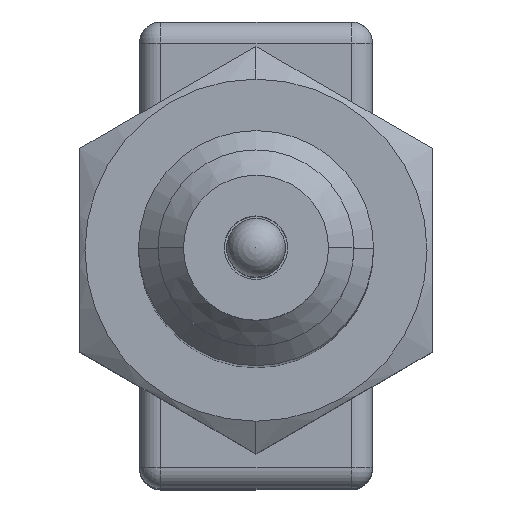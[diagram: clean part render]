
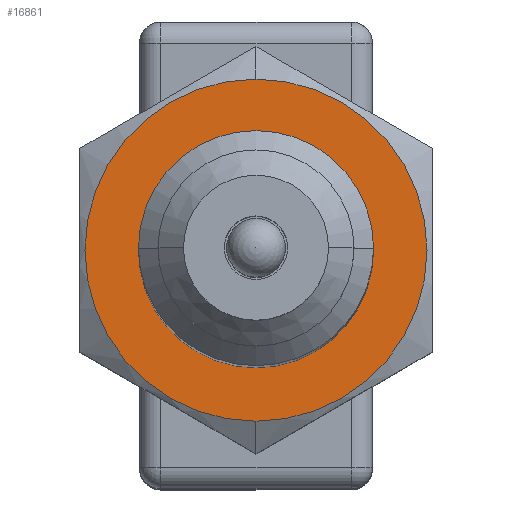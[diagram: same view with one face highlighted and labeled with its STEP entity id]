
A CAD part, top view. The second image highlights one B-rep face of the part: STEP entity #16861.
In plain terms, the highlighted planar face has unit normal (0, 0, 1).
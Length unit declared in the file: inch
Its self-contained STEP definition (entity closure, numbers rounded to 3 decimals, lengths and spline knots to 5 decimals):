
#1190 = DIRECTION ( 'NONE',  ( 1., 0., 0. ) ) ;
#1635 = AXIS2_PLACEMENT_3D ( 'NONE', #24490, #13535, #11303 ) ;
#3492 = DIRECTION ( 'NONE',  ( -1., 0., 0. ) ) ;
#3847 = EDGE_CURVE ( 'NONE', #12767, #20063, #8457, .T. ) ;
#4324 = VERTEX_POINT ( 'NONE', #16249 ) ;
#5554 = CIRCLE ( 'NONE', #26149, 0.36373 ) ;
#6640 = DIRECTION ( 'NONE',  ( 0., 1., 0. ) ) ;
#6781 = DIRECTION ( 'NONE',  ( 0., 0., 1. ) ) ;
#7937 = ORIENTED_EDGE ( 'NONE', *, *, #3847, .T. ) ;
#8457 = CIRCLE ( 'NONE', #16952, 0.36373 ) ;
#9782 = CARTESIAN_POINT ( 'NONE',  ( 0., 0.36373, 0.375 ) ) ;
#10487 = CARTESIAN_POINT ( 'NONE',  ( 0., 0., 0.375 ) ) ;
#11303 = DIRECTION ( 'NONE',  ( -1., 0., 0. ) ) ;
#11732 = ORIENTED_EDGE ( 'NONE', *, *, #27655, .F. ) ;
#12336 = CARTESIAN_POINT ( 'NONE',  ( 0., 0., 0.375 ) ) ;
#12767 = VERTEX_POINT ( 'NONE', #17776 ) ;
#13507 = FACE_BOUND ( 'NONE', #19130, .T. ) ;
#13535 = DIRECTION ( 'NONE',  ( 0., 0., 1. ) ) ;
#13876 = CIRCLE ( 'NONE', #1635, 0.25 ) ;
#16249 = CARTESIAN_POINT ( 'NONE',  ( -0.25, 0., 0.375 ) ) ;
#16346 = ORIENTED_EDGE ( 'NONE', *, *, #28420, .F. ) ;
#16861 = ADVANCED_FACE ( 'NONE', ( #18703, #13507 ), #21628, .T. ) ;
#16952 = AXIS2_PLACEMENT_3D ( 'NONE', #24705, #6781, #22290 ) ;
#17324 = CIRCLE ( 'NONE', #27853, 0.25 ) ;
#17776 = CARTESIAN_POINT ( 'NONE',  ( 0., -0.36373, 0.375 ) ) ;
#17995 = VERTEX_POINT ( 'NONE', #18397 ) ;
#18397 = CARTESIAN_POINT ( 'NONE',  ( 0.25, 0., 0.375 ) ) ;
#18703 = FACE_OUTER_BOUND ( 'NONE', #20754, .T. ) ;
#19130 = EDGE_LOOP ( 'NONE', ( #11732, #16346 ) ) ;
#20063 = VERTEX_POINT ( 'NONE', #9782 ) ;
#20754 = EDGE_LOOP ( 'NONE', ( #27309, #7937 ) ) ;
#21628 = PLANE ( 'NONE',  #23421 ) ;
#22290 = DIRECTION ( 'NONE',  ( 0., 1., 0. ) ) ;
#23421 = AXIS2_PLACEMENT_3D ( 'NONE', #26079, #25530, #1190 ) ;
#24490 = CARTESIAN_POINT ( 'NONE',  ( 0., 0., 0.375 ) ) ;
#24705 = CARTESIAN_POINT ( 'NONE',  ( 0., 0., 0.375 ) ) ;
#25530 = DIRECTION ( 'NONE',  ( 0., 0., 1. ) ) ;
#25831 = EDGE_CURVE ( 'NONE', #20063, #12767, #5554, .T. ) ;
#26012 = DIRECTION ( 'NONE',  ( 0., 0., 1. ) ) ;
#26079 = CARTESIAN_POINT ( 'NONE',  ( 0., 0., 0.375 ) ) ;
#26149 = AXIS2_PLACEMENT_3D ( 'NONE', #10487, #26012, #6640 ) ;
#27309 = ORIENTED_EDGE ( 'NONE', *, *, #25831, .T. ) ;
#27655 = EDGE_CURVE ( 'NONE', #4324, #17995, #13876, .T. ) ;
#27853 = AXIS2_PLACEMENT_3D ( 'NONE', #12336, #28050, #3492 ) ;
#28050 = DIRECTION ( 'NONE',  ( 0., 0., 1. ) ) ;
#28420 = EDGE_CURVE ( 'NONE', #17995, #4324, #17324, .T. ) ;
